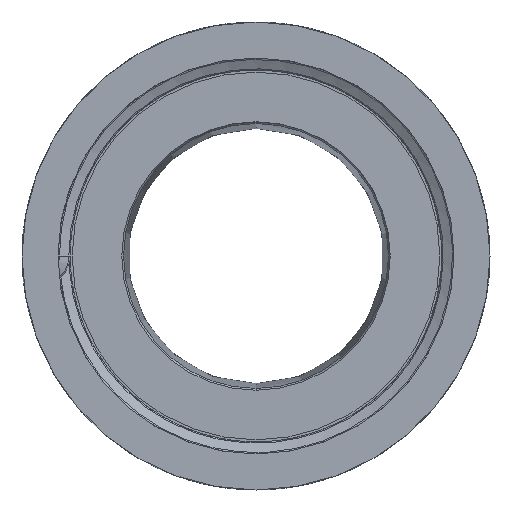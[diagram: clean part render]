
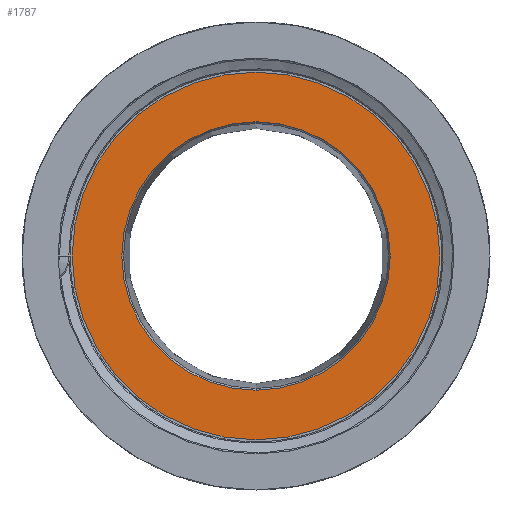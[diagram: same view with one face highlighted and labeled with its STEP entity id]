
A CAD part, left-side view. The second image highlights one B-rep face of the part: STEP entity #1787.
In plain terms, the highlighted planar face has unit normal (-1, 0, 0).
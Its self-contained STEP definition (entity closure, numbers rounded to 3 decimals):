
#5 = AXIS2_PLACEMENT_3D ( 'NONE', #5376, #5377, #5378 ) ;
#7 = AXIS2_PLACEMENT_3D ( 'NONE', #5373, #5374, #5375 ) ;
#8 = CIRCLE ( 'NONE', #5, 22.2 ) ;
#10 = AXIS2_PLACEMENT_3D ( 'NONE', #5369, #5370, #5371 ) ;
#12 = CIRCLE ( 'NONE', #7, 16.2 ) ;
#14 = CIRCLE ( 'NONE', #10, 16.2 ) ;
#16 = AXIS2_PLACEMENT_3D ( 'NONE', #5357, #5358, #5359 ) ;
#19 = CIRCLE ( 'NONE', #16, 22.2 ) ;
#244 = AXIS2_PLACEMENT_3D ( 'NONE', #6528, #6536, #6537 ) ;
#1086 = CARTESIAN_POINT ( 'NONE',  ( -1.25, 0., 22.2 ) ) ;
#1087 = CARTESIAN_POINT ( 'NONE',  ( -1.25, 0., -22.2 ) ) ;
#1091 = CARTESIAN_POINT ( 'NONE',  ( -1.25, 0., -16.2 ) ) ;
#1092 = CARTESIAN_POINT ( 'NONE',  ( -1.25, 0., 16.2 ) ) ;
#1683 = ORIENTED_EDGE ( 'NONE', *, *, #4581, .F. ) ;
#1684 = ORIENTED_EDGE ( 'NONE', *, *, #4579, .F. ) ;
#1685 = ORIENTED_EDGE ( 'NONE', *, *, #4575, .T. ) ;
#1686 = ORIENTED_EDGE ( 'NONE', *, *, #4582, .T. ) ;
#1787 = ADVANCED_FACE ( 'NONE', ( #6532, #6533 ), #6534, .F. ) ;
#3446 = EDGE_LOOP ( 'NONE', ( #1685, #1686 ) ) ;
#3481 = EDGE_LOOP ( 'NONE', ( #1683, #1684 ) ) ;
#4575 = EDGE_CURVE ( 'NONE', #8106, #8107, #19, .T. ) ;
#4579 = EDGE_CURVE ( 'NONE', #8111, #8112, #14, .T. ) ;
#4581 = EDGE_CURVE ( 'NONE', #8112, #8111, #12, .T. ) ;
#4582 = EDGE_CURVE ( 'NONE', #8107, #8106, #8, .T. ) ;
#5357 = CARTESIAN_POINT ( 'NONE',  ( -1.25, 0., 0. ) ) ;
#5358 = DIRECTION ( 'NONE',  ( -1., 0., 0. ) ) ;
#5359 = DIRECTION ( 'NONE',  ( 0., 0., 1. ) ) ;
#5369 = CARTESIAN_POINT ( 'NONE',  ( -1.25, 0., 0. ) ) ;
#5370 = DIRECTION ( 'NONE',  ( -1., 0., 0. ) ) ;
#5371 = DIRECTION ( 'NONE',  ( 0., 0., 1. ) ) ;
#5373 = CARTESIAN_POINT ( 'NONE',  ( -1.25, 0., 0. ) ) ;
#5374 = DIRECTION ( 'NONE',  ( -1., 0., 0. ) ) ;
#5375 = DIRECTION ( 'NONE',  ( 0., 0., 1. ) ) ;
#5376 = CARTESIAN_POINT ( 'NONE',  ( -1.25, 0., 0. ) ) ;
#5377 = DIRECTION ( 'NONE',  ( -1., 0., 0. ) ) ;
#5378 = DIRECTION ( 'NONE',  ( 0., 0., 1. ) ) ;
#6528 = CARTESIAN_POINT ( 'NONE',  ( -1.25, 0., -22.2 ) ) ;
#6532 = FACE_BOUND ( 'NONE', #3481, .T. ) ;
#6533 = FACE_OUTER_BOUND ( 'NONE', #3446, .T. ) ;
#6534 = PLANE ( 'NONE',  #244 ) ;
#6536 = DIRECTION ( 'NONE',  ( 1., 0., 0. ) ) ;
#6537 = DIRECTION ( 'NONE',  ( 0., 0., -1. ) ) ;
#8106 = VERTEX_POINT ( 'NONE', #1086 ) ;
#8107 = VERTEX_POINT ( 'NONE', #1087 ) ;
#8111 = VERTEX_POINT ( 'NONE', #1091 ) ;
#8112 = VERTEX_POINT ( 'NONE', #1092 ) ;
